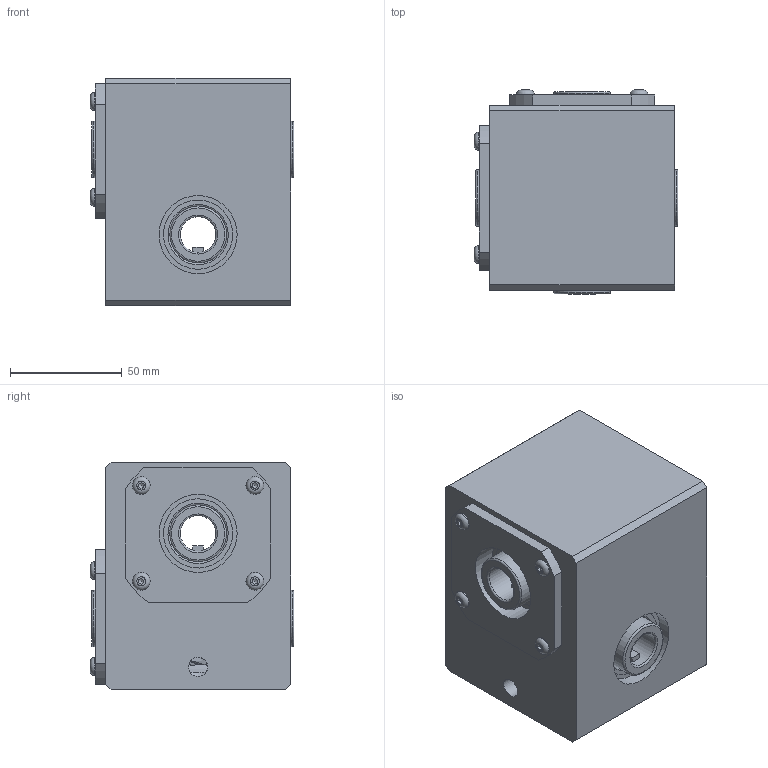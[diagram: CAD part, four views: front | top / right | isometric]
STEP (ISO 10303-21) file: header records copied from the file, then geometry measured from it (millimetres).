
FILE_DESCRIPTION((''),'2;1');
FILE_NAME('4304-0540 15T SERIES IAS 1-1 RH A-.625 B-.625 V3.stp','2013-04-05T09:04:53',('WCB'),(''),'Autodesk Inventor 2012','Autodesk Inventor 2012','');
FILE_SCHEMA(('AUTOMOTIVE_DESIGN { 1 0 10303 214 1 1 1 1 }'));
Length unit declared in the file: inch
Products named in the file (12): 4304-0540 15T SERIES IAS 1-1 RH A-.625 B-.625 V3; 4304-4630 hsg 15t series V3; R16 BEARING; PART12; PART13; 4304-4631 gear spacer 15t series; 4300-1124 o-ring -024 50 DUR; Spur gearing 15/15, 1.5; 4304-4632 BRG. CAP 15T SERIES; Hexagon Socket Button Head Cap Screw - No. 8 - 32 - 1/2; 4304-4637 SHAFT A-B-BORES .625 DIA 15T SERIES; 4304-4210
Assembly tree (36 placements, depth 3):
  4304-0540 15T SERIES IAS 1-1 RH A-.625 B-.625 V3
    4304-4630 hsg 15t series V3
    R16 BEARING  x4
      PART12
      PART13
    4304-4631 gear spacer 15t series  x4
    4300-1124 o-ring -024 50 DUR  x8
    Spur gearing 15/15, 1.5  x2
    4304-4632 BRG. CAP 15T SERIES  x2
    Hexagon Socket Button Head Cap Screw - No. 8 - 32 - 1/2  x8
    4304-4637 SHAFT A-B-BORES .625 DIA 15T SERIES  x2
    4304-4210  x2
Bounding box: 91.21 x 91.21 x 101.6 mm (x, y, z)
Volume: 543804.4 mm3; surface area: 205105.3 mm2
Topology: 45 solids, 45 shells, 606 faces, 1372 edges, 894 vertices
Faces by surface type: plane 222, cylinder 176, bspline 120, cone 46, torus 42
Full cylindrical faces by diameter (mm): 3.404 x8, 4.166 x16, 4.369 x8, 4.978 x8, 7.925 x8, 8.611 x2, 15.926 x2, 22.835 x4, 25.349 x6, 25.4 x4, 25.425 x4, 27.076 x4, 28.651 x4, 30.963 x12, 31.852 x4, 33.426 x4, 34.925 x4, 36.068 x4, 45.237 x12, 50.8 x8, 53.873 x2, 53.95 x2, 57.252 x2
Entity records: 8863 total; most frequent: CARTESIAN_POINT 3150, DIRECTION 1126, ORIENTED_EDGE 966, AXIS2_PLACEMENT_3D 514, EDGE_CURVE 483, EDGE_LOOP 373, VERTEX_POINT 362, CIRCLE 286
